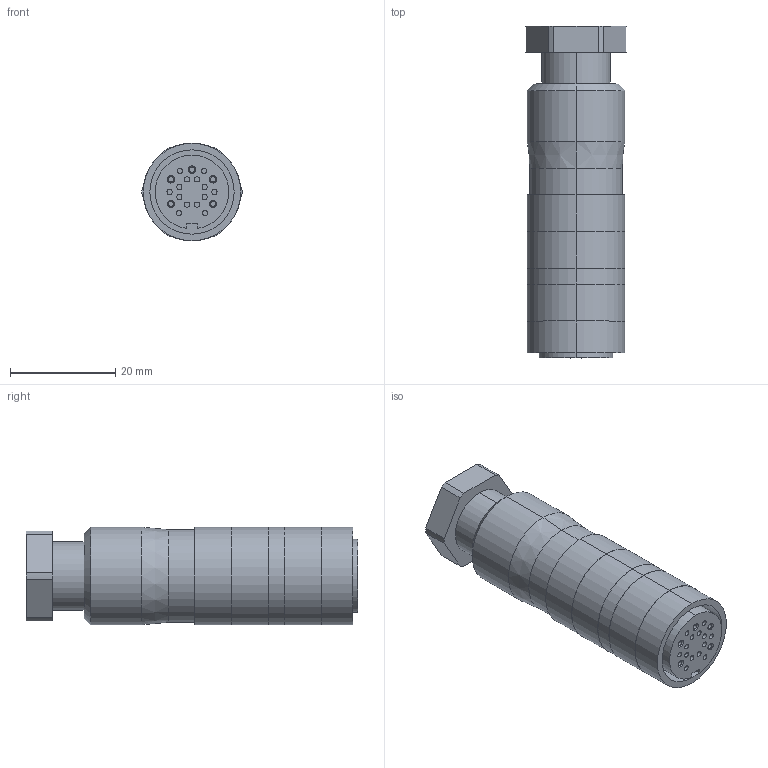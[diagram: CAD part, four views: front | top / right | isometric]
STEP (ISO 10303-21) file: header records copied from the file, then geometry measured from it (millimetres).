
FILE_DESCRIPTION((''),'2;1');
FILE_NAME('99-5662-15-19.stp','2005-04-22T10:05:20',('generator'),(''),'Autodesk Inventor 7','Autodesk Inventor 7','');
FILE_SCHEMA(('AUTOMOTIVE_DESIGN { 1 0 10303 214 1 1 1 1 }'));
Length unit declared in the file: millimetre
Products named in the file (1): 99-5662-15-19
Bounding box: 19 x 63 x 18.6 mm (x, y, z)
Volume: 14747.1 mm3; surface area: 6045.5 mm2
Topology: 1 solids, 1 shells, 122 faces, 255 edges, 164 vertices
Faces by surface type: cylinder 66, plane 40, cone 16
Entity records: 3324 total; most frequent: DIRECTION 647, CARTESIAN_POINT 542, ORIENTED_EDGE 510, AXIS2_PLACEMENT_3D 269, EDGE_CURVE 255, VERTEX_POINT 164, EDGE_LOOP 151, CIRCLE 146
